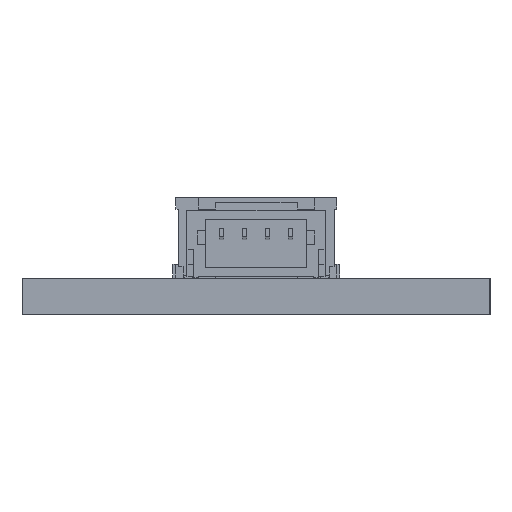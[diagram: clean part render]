
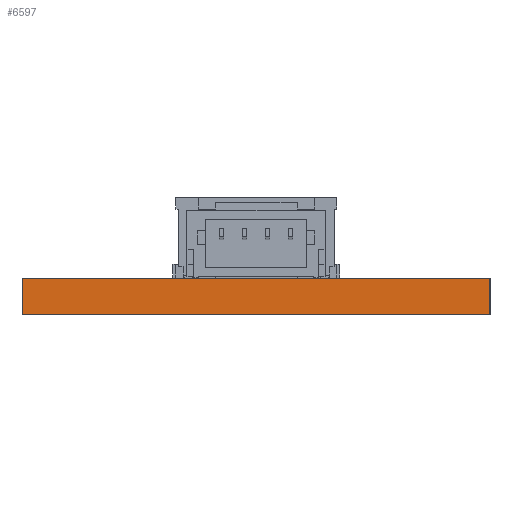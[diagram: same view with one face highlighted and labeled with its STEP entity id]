
A CAD part, left-side view. The second image highlights one B-rep face of the part: STEP entity #6597.
In plain terms, the highlighted planar face has unit normal (-1, 0, 0).
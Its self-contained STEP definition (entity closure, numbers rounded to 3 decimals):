
#335=PLANE('',#7239);
#642=FACE_OUTER_BOUND('',#951,.T.);
#951=EDGE_LOOP('',(#4929,#4930,#4931,#4932));
#1564=LINE('',#10110,#2145);
#1565=LINE('',#10113,#2146);
#1566=LINE('',#10115,#2147);
#1567=LINE('',#10116,#2148);
#2145=VECTOR('',#8447,10.);
#2146=VECTOR('',#8450,10.);
#2147=VECTOR('',#8451,10.);
#2148=VECTOR('',#8452,10.);
#3169=VERTEX_POINT('',#10104);
#3171=VERTEX_POINT('',#10108);
#3172=VERTEX_POINT('',#10112);
#3173=VERTEX_POINT('',#10114);
#3902=EDGE_CURVE('',#3169,#3171,#1564,.T.);
#3903=EDGE_CURVE('',#3169,#3172,#1565,.T.);
#3904=EDGE_CURVE('',#3173,#3171,#1566,.T.);
#3905=EDGE_CURVE('',#3172,#3173,#1567,.T.);
#4929=ORIENTED_EDGE('',*,*,#3903,.F.);
#4930=ORIENTED_EDGE('',*,*,#3902,.T.);
#4931=ORIENTED_EDGE('',*,*,#3904,.F.);
#4932=ORIENTED_EDGE('',*,*,#3905,.F.);
#6597=ADVANCED_FACE('',(#642),#335,.T.);
#7239=AXIS2_PLACEMENT_3D('',#10111,#8448,#8449);
#8447=DIRECTION('',(0.,0.,1.));
#8448=DIRECTION('center_axis',(-1.,0.,0.));
#8449=DIRECTION('ref_axis',(0.,-1.,0.));
#8450=DIRECTION('',(0.,1.,0.));
#8451=DIRECTION('',(0.,-1.,0.));
#8452=DIRECTION('',(0.,0.,1.));
#10104=CARTESIAN_POINT('',(0.,0.,0.));
#10108=CARTESIAN_POINT('',(0.,0.,1.57));
#10110=CARTESIAN_POINT('',(0.,0.,0.));
#10111=CARTESIAN_POINT('Origin',(0.,20.32,0.));
#10112=CARTESIAN_POINT('',(0.,20.32,0.));
#10113=CARTESIAN_POINT('',(0.,0.,0.));
#10114=CARTESIAN_POINT('',(0.,20.32,1.57));
#10115=CARTESIAN_POINT('',(0.,0.,1.57));
#10116=CARTESIAN_POINT('',(0.,20.32,0.));
